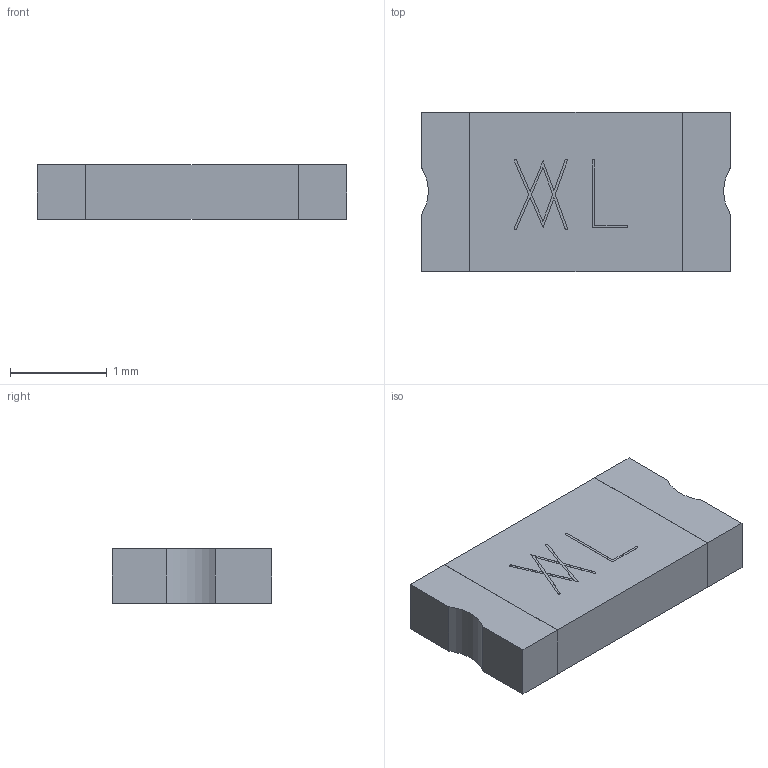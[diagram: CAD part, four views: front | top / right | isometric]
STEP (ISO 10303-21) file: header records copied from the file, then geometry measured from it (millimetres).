
FILE_DESCRIPTION(('FreeCAD Model'),'2;1');
FILE_NAME( 'User Library-nona SMD075F.step', '2017-02-18T11:53:39',('kicad StepUp'),('ksu MCAD'), 'Open CASCADE STEP processor 6.8','FreeCAD','Unknown');
FILE_SCHEMA(('AUTOMOTIVE_DESIGN_CC2 { 1 2 10303 214 -1 1 5 4 }'));
Length unit declared in the file: millimetre
Products named in the file (2): ASSEMBLY; User_Library-nona_SMD075F
Assembly tree (1 placements, depth 2):
  ASSEMBLY
    User_Library-nona_SMD075F
Bounding box: 3.2 x 1.65 x 0.56 mm (x, y, z)
Volume: 2.9 mm3; surface area: 16 mm2
Topology: 1 solids, 1 shells, 52 faces, 135 edges, 90 vertices
Faces by surface type: plane 41, cylinder 11
Entity records: 1977 total; most frequent: CARTESIAN_POINT 279, ORIENTED_EDGE 270, DIRECTION 265, EDGE_CURVE 135, LINE 113, VECTOR 113, VERTEX_POINT 90, AXIS2_PLACEMENT_3D 76
